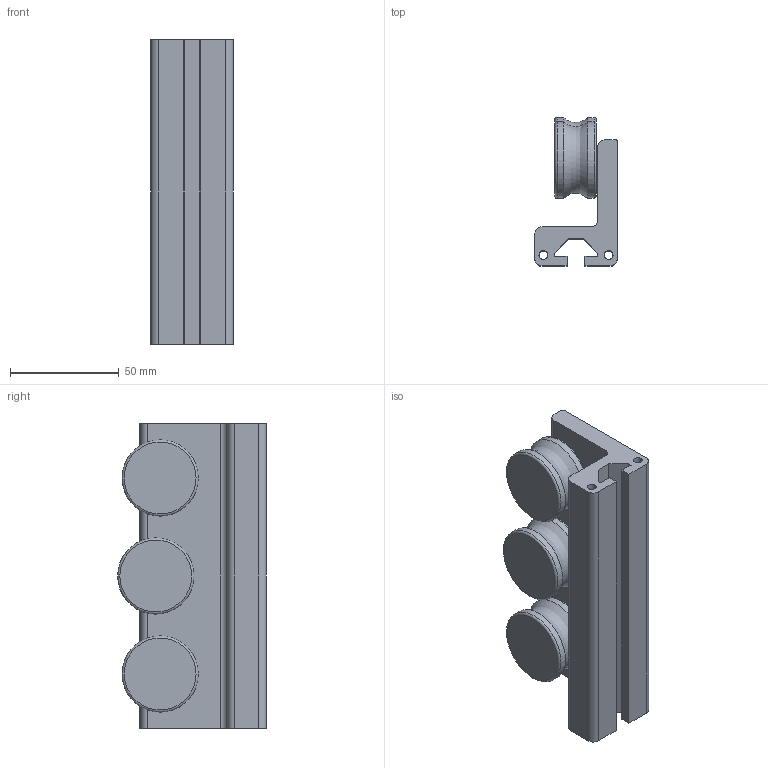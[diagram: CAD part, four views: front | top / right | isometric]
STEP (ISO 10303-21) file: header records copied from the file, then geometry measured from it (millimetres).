
FILE_DESCRIPTION((''),'2;1');
FILE_NAME('SL9005N.ipt.step','2007-09-10T15:14:38',(''),(''),'Autodesk Inventor 11','Autodesk Inventor 11','');
FILE_SCHEMA(('AUTOMOTIVE_DESIGN { 1 0 10303 214 1 1 1 1 }'));
Length unit declared in the file: millimetre
Products named in the file (1): SL9005N
Bounding box: 38 x 68.25 x 140 mm (x, y, z)
Volume: 169319.5 mm3; surface area: 48540 mm2
Topology: 4 solids, 4 shells, 47 faces, 107 edges, 68 vertices
Faces by surface type: plane 24, cylinder 12, torus 6, bspline 5
Full cylindrical faces by diameter (mm): 35 x6
Entity records: 1440 total; most frequent: CARTESIAN_POINT 422, DIRECTION 208, ORIENTED_EDGE 176, EDGE_CURVE 88, AXIS2_PLACEMENT_3D 77, EDGE_LOOP 68, VERTEX_POINT 66, VECTOR 54
